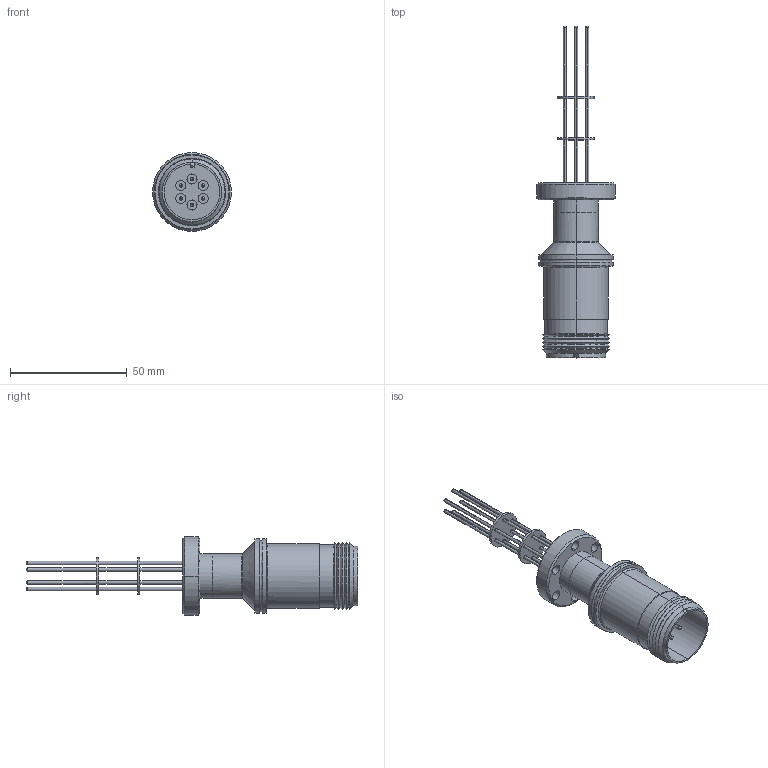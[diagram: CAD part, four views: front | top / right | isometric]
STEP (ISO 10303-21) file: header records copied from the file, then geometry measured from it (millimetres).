
FILE_DESCRIPTION (( 'STEP AP203' ), '1' );
FILE_NAME ('A0192-8-CF.STEP', '2012-11-20T19:08:55', ( '' ), ( '' ), 'SwSTEP 2.0', 'SolidWorks 2012', '' );
FILE_SCHEMA (( 'CONFIG_CONTROL_DESIGN' ));
Length unit declared in the file: inch
Products named in the file (1): A0192-8-CF
Bounding box: 33.78 x 142.11 x 33.78 mm (x, y, z)
Volume: 15422.9 mm3; surface area: 22382.5 mm2
Topology: 1 solids, 1 shells, 261 faces, 593 edges, 383 vertices
Faces by surface type: cylinder 136, plane 63, bspline 32, cone 30
Entity records: 8178 total; most frequent: CARTESIAN_POINT 2019, DIRECTION 1390, ORIENTED_EDGE 1186, AXIS2_PLACEMENT_3D 602, EDGE_CURVE 593, VERTEX_POINT 383, CIRCLE 372, EDGE_LOOP 342
